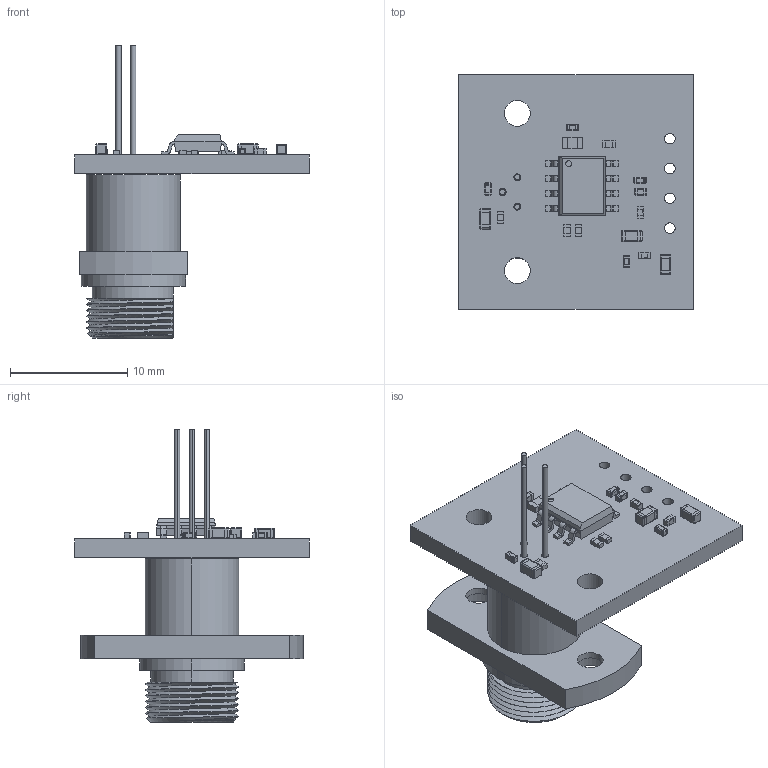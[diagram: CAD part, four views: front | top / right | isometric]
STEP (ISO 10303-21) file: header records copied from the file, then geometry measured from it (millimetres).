
FILE_DESCRIPTION(('Open CASCADE Model'),'2;1');
FILE_NAME('Open CASCADE Shape Model','2021-12-14T13:59:42',('Author'),( 'Open CASCADE'),'Open CASCADE STEP processor 6.8','Open CASCADE 6.8' ,'Unknown');
FILE_SCHEMA(('AUTOMOTIVE_DESIGN { 1 0 10303 214 1 1 1 1 }'));
Length unit declared in the file: millimetre
Products named in the file (36): PCB; Board; Open CASCADE STEP translator 6.8 13.1.1; D1; FGA01FC-Step; R5; RESC1005X40N; C8; CAPC1005X55N; C7; CAPC1709X95N; C6; C5; FB2; FBead_Murata_BLM15PX471SN1B_eec; Terminals; Center; Murata; FB1; C4; CAPC1608X90N; C3; C2; C1; Cap_Murata_GCQ1555C1H3R4CB01J_eec; terminals; body; logo; R2; RESC1005X35N; R4; R3; R1; RESC1608X55N; IC1; SOIC127P600X175-8N
Assembly tree (42 placements, depth 4):
  PCB
    Board
      Open CASCADE STEP translator 6.8 13.1.1
    D1
      FGA01FC-Step
    R5
      RESC1005X40N
    C8
      CAPC1005X55N
    C7
      CAPC1709X95N
    C6
      CAPC1709X95N
    C5
      CAPC1005X55N
    FB2
      FBead_Murata_BLM15PX471SN1B_eec
        Terminals
        Center
        Murata
    FB1
      FBead_Murata_BLM15PX471SN1B_eec
        Terminals
        Center
        Murata
    C4
      CAPC1608X90N
    C3
      CAPC1005X55N
    C2
      CAPC1005X55N
    C1
      Cap_Murata_GCQ1555C1H3R4CB01J_eec
        terminals
        body
        logo
    R2
      RESC1005X35N
    R4
      RESC1005X35N
    R3
      RESC1005X35N
    R1
      RESC1608X55N
    IC1
      SOIC127P600X175-8N
Bounding box: 20 x 20 x 24.9 mm (x, y, z)
Volume: 1423.6 mm3; surface area: 2156.1 mm2
Topology: 59 solids, 59 shells, 1360 faces, 3484 edges, 2181 vertices
Faces by surface type: plane 554, cylinder 518, bspline 201, sphere 64, torus 16, cone 7
Full cylindrical faces by diameter (mm): 0.6 x3, 0.9 x4, 2.2 x2
Entity records: 35226 total; most frequent: CARTESIAN_POINT 11453, ORIENTED_EDGE 4462, DIRECTION 4248, EDGE_CURVE 2231, AXIS2_PLACEMENT_3D 1447, VERTEX_POINT 1439, LINE 1354, VECTOR 1354
